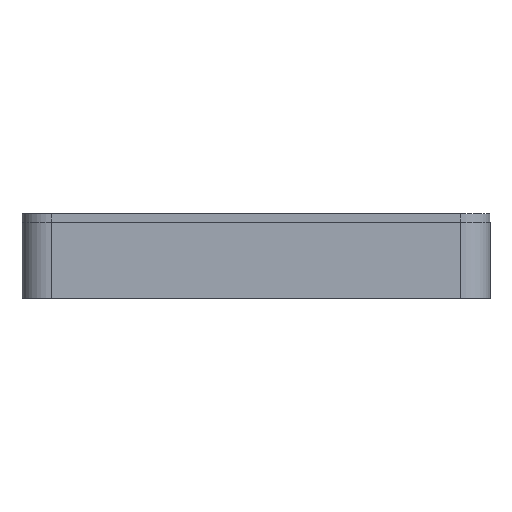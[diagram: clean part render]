
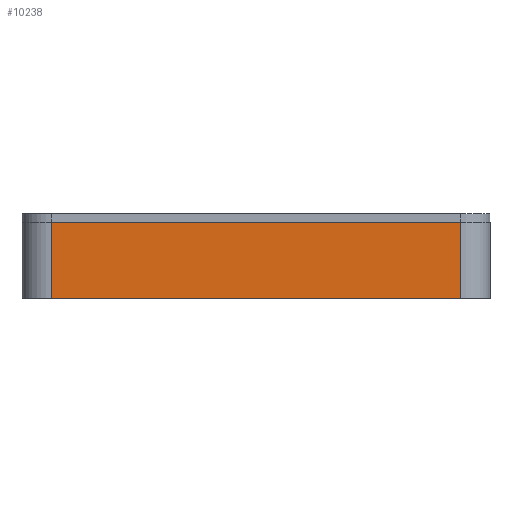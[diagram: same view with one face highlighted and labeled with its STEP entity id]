
A CAD part, front view. The second image highlights one B-rep face of the part: STEP entity #10238.
In plain terms, the highlighted planar face has unit normal (0, -1, 0).
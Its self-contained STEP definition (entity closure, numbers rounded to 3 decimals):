
#1375=FACE_OUTER_BOUND('',#2029,.T.);
#2029=EDGE_LOOP('',(#7181,#7182,#7183,#7184));
#2656=LINE('',#13282,#3473);
#2669=LINE('',#13322,#3486);
#2670=LINE('',#13325,#3487);
#2671=LINE('',#13326,#3488);
#3473=VECTOR('',#11595,10.);
#3486=VECTOR('',#11630,10.);
#3487=VECTOR('',#11633,10.);
#3488=VECTOR('',#11634,10.);
#4331=VERTEX_POINT('',#13279);
#4332=VERTEX_POINT('',#13281);
#4348=VERTEX_POINT('',#13320);
#4349=VERTEX_POINT('',#13324);
#5431=EDGE_CURVE('',#4331,#4332,#2656,.T.);
#5452=EDGE_CURVE('',#4348,#4331,#2669,.T.);
#5453=EDGE_CURVE('',#4349,#4348,#2670,.T.);
#5454=EDGE_CURVE('',#4332,#4349,#2671,.T.);
#7181=ORIENTED_EDGE('',*,*,#5452,.F.);
#7182=ORIENTED_EDGE('',*,*,#5453,.F.);
#7183=ORIENTED_EDGE('',*,*,#5454,.F.);
#7184=ORIENTED_EDGE('',*,*,#5431,.F.);
#10008=PLANE('',#10939);
#10238=ADVANCED_FACE('',(#1375),#10008,.T.);
#10939=AXIS2_PLACEMENT_3D('',#13323,#11631,#11632);
#11595=DIRECTION('',(1.,0.,0.));
#11630=DIRECTION('',(0.,0.,1.));
#11631=DIRECTION('center_axis',(0.,-1.,0.));
#11632=DIRECTION('ref_axis',(1.,0.,0.));
#11633=DIRECTION('',(-1.,0.,0.));
#11634=DIRECTION('',(0.,0.,-1.));
#13279=CARTESIAN_POINT('',(-4.5,-72.8,13.));
#13281=CARTESIAN_POINT('',(65.4,-72.8,13.));
#13282=CARTESIAN_POINT('',(70.4,-72.8,13.));
#13320=CARTESIAN_POINT('',(-4.5,-72.8,0.));
#13322=CARTESIAN_POINT('',(-4.5,-72.8,0.));
#13323=CARTESIAN_POINT('Origin',(-9.5,-72.8,0.));
#13324=CARTESIAN_POINT('',(65.4,-72.8,0.));
#13325=CARTESIAN_POINT('',(70.4,-72.8,0.));
#13326=CARTESIAN_POINT('',(65.4,-72.8,0.));
